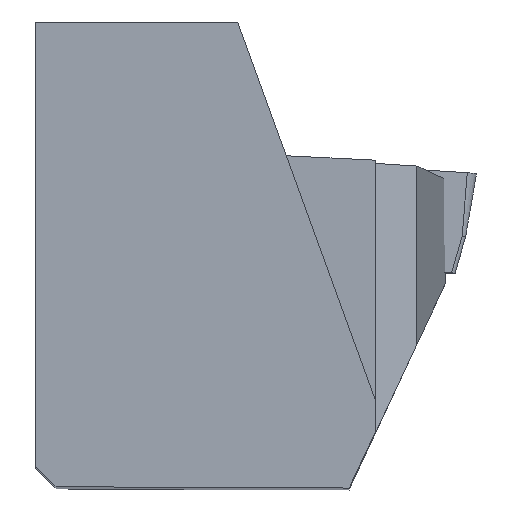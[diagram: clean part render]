
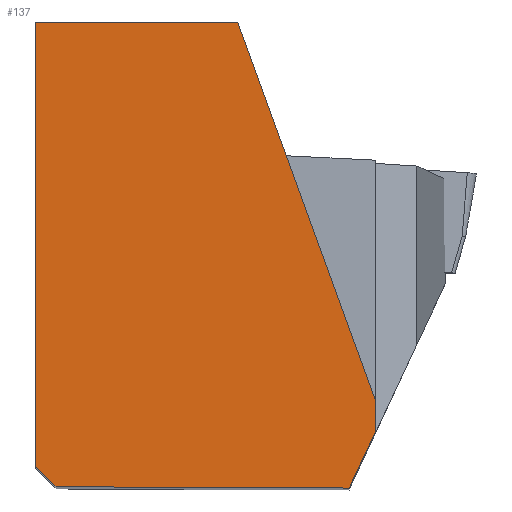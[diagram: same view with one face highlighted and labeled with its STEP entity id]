
A CAD part, top view. The second image highlights one B-rep face of the part: STEP entity #137.
In plain terms, the highlighted planar face has unit normal (0, 0, 1).
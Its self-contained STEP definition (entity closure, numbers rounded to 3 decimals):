
#137=ADVANCED_FACE('',(#193),#162,.F.);
#162=PLANE('',#715);
#193=FACE_OUTER_BOUND('',#224,.T.);
#224=EDGE_LOOP('',(#469,#470,#471,#472,#473,#474,#475));
#262=LINE('',#956,#336);
#277=LINE('',#986,#351);
#284=LINE('',#1000,#358);
#285=LINE('',#1003,#359);
#286=LINE('',#1004,#360);
#287=LINE('',#1006,#361);
#288=LINE('',#1007,#362);
#336=VECTOR('',#800,1.);
#351=VECTOR('',#821,1.);
#358=VECTOR('',#832,1.);
#359=VECTOR('',#833,1.);
#360=VECTOR('',#834,1.);
#361=VECTOR('',#835,1.);
#362=VECTOR('',#836,1.);
#469=ORIENTED_EDGE('',*,*,#651,.F.);
#470=ORIENTED_EDGE('',*,*,#652,.T.);
#471=ORIENTED_EDGE('',*,*,#629,.F.);
#472=ORIENTED_EDGE('',*,*,#653,.T.);
#473=ORIENTED_EDGE('',*,*,#654,.F.);
#474=ORIENTED_EDGE('',*,*,#644,.F.);
#475=ORIENTED_EDGE('',*,*,#655,.F.);
#567=VERTEX_POINT('',#955);
#568=VERTEX_POINT('',#957);
#579=VERTEX_POINT('',#985);
#580=VERTEX_POINT('',#987);
#585=VERTEX_POINT('',#1001);
#586=VERTEX_POINT('',#1002);
#587=VERTEX_POINT('',#1005);
#629=EDGE_CURVE('',#567,#568,#262,.T.);
#644=EDGE_CURVE('',#579,#580,#277,.T.);
#651=EDGE_CURVE('',#585,#586,#284,.T.);
#652=EDGE_CURVE('',#585,#568,#285,.T.);
#653=EDGE_CURVE('',#567,#587,#286,.T.);
#654=EDGE_CURVE('',#580,#587,#287,.T.);
#655=EDGE_CURVE('',#586,#579,#288,.T.);
#715=AXIS2_PLACEMENT_3D('',#1008,#837,#838);
#800=DIRECTION('',(0.,-1.,0.));
#821=DIRECTION('',(0.,1.,0.));
#832=DIRECTION('',(-1.,0.004,0.));
#833=DIRECTION('',(0.423,0.906,0.));
#834=DIRECTION('',(-0.342,0.94,0.));
#835=DIRECTION('',(1.,0.,0.));
#836=DIRECTION('',(-0.706,0.709,0.));
#837=DIRECTION('',(0.,0.,-1.));
#838=DIRECTION('',(0.,1.,0.));
#955=CARTESIAN_POINT('',(10.75,2.8,0.));
#956=CARTESIAN_POINT('',(10.75,16.,0.));
#957=CARTESIAN_POINT('',(10.75,1.761,0.));
#985=CARTESIAN_POINT('',(0.,0.693,0.));
#986=CARTESIAN_POINT('',(0.,0.,0.));
#987=CARTESIAN_POINT('',(0.,14.75,0.));
#1000=CARTESIAN_POINT('',(-0.064,0.044,0.));
#1001=CARTESIAN_POINT('',(9.929,0.,0.));
#1002=CARTESIAN_POINT('',(0.65,0.04,0.));
#1003=CARTESIAN_POINT('',(13.805,8.313,0.));
#1004=CARTESIAN_POINT('',(11.769,0.,0.));
#1005=CARTESIAN_POINT('',(6.4,14.75,0.));
#1006=CARTESIAN_POINT('',(0.,14.75,0.));
#1007=CARTESIAN_POINT('',(0.65,0.04,0.));
#1008=CARTESIAN_POINT('',(0.,14.75,0.));
